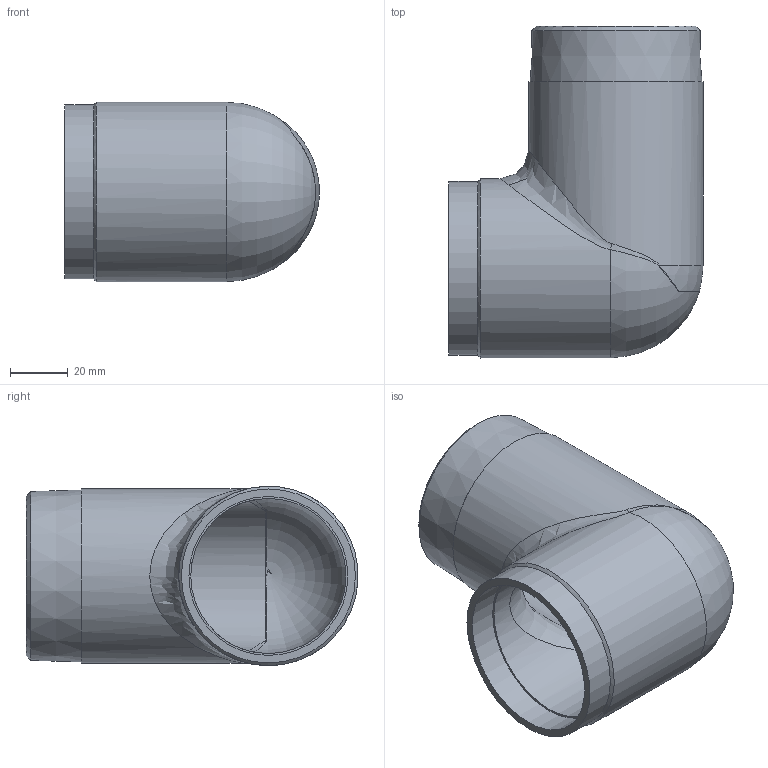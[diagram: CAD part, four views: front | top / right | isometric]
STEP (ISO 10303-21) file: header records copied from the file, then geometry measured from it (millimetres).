
FILE_DESCRIPTION(/* description */ ('Unknown'),/* implementation_level */ '2;1');
FILE_NAME(/* name */ 'DN50',/* time_stamp */ '2024-03-21T13:28:34+08:00',/* author */ ('Unknown'),/* organization */ ('Unknown'),/* preprocessor_version */ 'ST-DEVELOPER v16.7',/* originating_system */ 'DEX',/* authorisation */ $);
FILE_SCHEMA (('AUTOMOTIVE_DESIGN {1 0 10303 214 3 1 1}'));
Length unit declared in the file: millimetre
Products named in the file (2): DN50; R-304-S DN50
Assembly tree (1 placements, depth 2):
  DN50
    R-304-S DN50
Bounding box: 88.25 x 115.04 x 62.18 mm (x, y, z)
Volume: 97176.1 mm3; surface area: 50068.6 mm2
Topology: 1 solids, 1 shells, 31 faces, 75 edges, 48 vertices
Faces by surface type: bspline 11, plane 8, cylinder 6, torus 3, cone 3
Full cylindrical faces by diameter (mm): 52.1 x1, 53.8 x1, 55.1 x1, 60.3 x1, 60.5 x1, 62.2 x1
Entity records: 2946 total; most frequent: CARTESIAN_POINT 2308, ORIENTED_EDGE 124, DIRECTION 96, EDGE_CURVE 62, AXIS2_PLACEMENT_3D 48, VERTEX_POINT 45, FACE_BOUND 45, EDGE_LOOP 44
